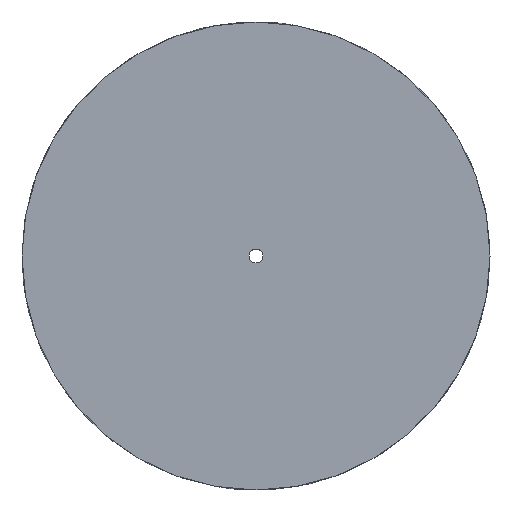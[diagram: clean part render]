
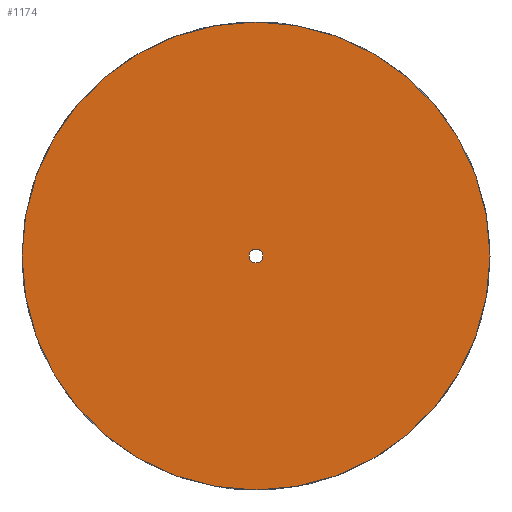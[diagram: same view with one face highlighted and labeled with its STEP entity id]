
A CAD part, top view. The second image highlights one B-rep face of the part: STEP entity #1174.
In plain terms, the highlighted planar face has unit normal (0, 0, 1).
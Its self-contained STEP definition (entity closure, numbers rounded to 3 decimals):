
#32=FACE_BOUND('',#303,.T.);
#53=PLANE('',#1330);
#232=FACE_OUTER_BOUND('',#302,.T.);
#302=EDGE_LOOP('',(#1079));
#303=EDGE_LOOP('',(#1080));
#367=CIRCLE('',#1327,0.49);
#368=CIRCLE('',#1329,16.5);
#551=VERTEX_POINT('',#2595);
#552=VERTEX_POINT('',#2599);
#725=EDGE_CURVE('',#551,#551,#367,.T.);
#727=EDGE_CURVE('',#552,#552,#368,.T.);
#1079=ORIENTED_EDGE('',*,*,#727,.T.);
#1080=ORIENTED_EDGE('',*,*,#725,.T.);
#1174=ADVANCED_FACE('',(#232,#32),#53,.T.);
#1327=AXIS2_PLACEMENT_3D('',#2596,#1641,#1642);
#1329=AXIS2_PLACEMENT_3D('',#2600,#1646,#1647);
#1330=AXIS2_PLACEMENT_3D('',#2602,#1649,#1650);
#1641=DIRECTION('center_axis',(0.,0.,-1.));
#1642=DIRECTION('ref_axis',(-1.,0.,0.));
#1646=DIRECTION('center_axis',(0.,0.,1.));
#1647=DIRECTION('ref_axis',(1.,0.,0.));
#1649=DIRECTION('center_axis',(0.,0.,1.));
#1650=DIRECTION('ref_axis',(1.,0.,0.));
#2595=CARTESIAN_POINT('',(0.49,0.,0.5));
#2596=CARTESIAN_POINT('Origin',(0.,0.,0.5));
#2599=CARTESIAN_POINT('',(-16.5,0.,0.5));
#2600=CARTESIAN_POINT('Origin',(0.,0.,0.5));
#2602=CARTESIAN_POINT('Origin',(0.,0.,0.5));
